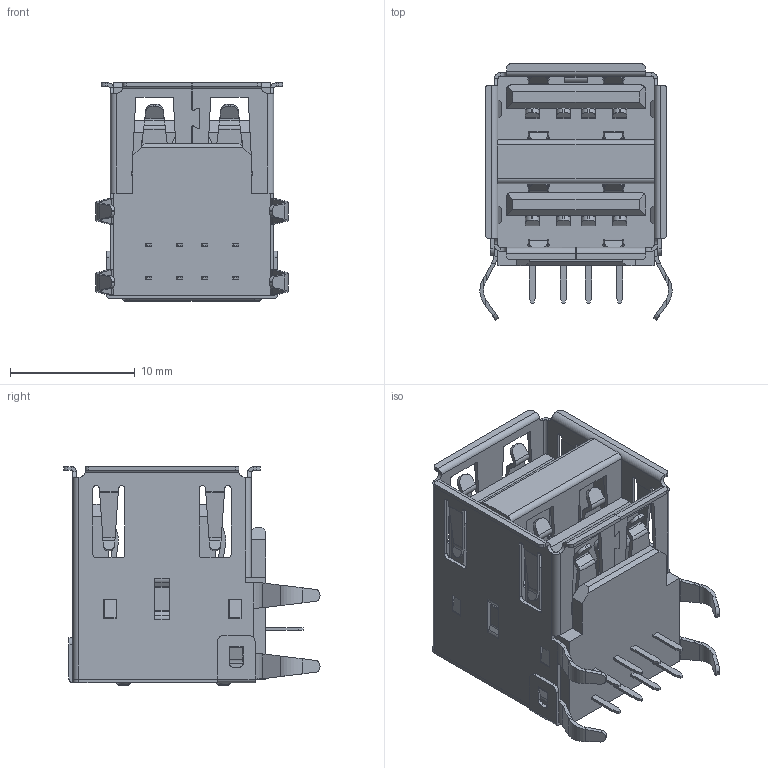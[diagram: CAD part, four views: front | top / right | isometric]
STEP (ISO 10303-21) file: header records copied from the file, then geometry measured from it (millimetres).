
FILE_DESCRIPTION (( 'STEP AP214' ), '1' );
FILE_NAME ('AU-Y1008-2.STEP', '2024-01-17T13:50:29', ( 'LENOVO' ), ( '' ), 'SwSTEP 2.0', 'SolidWorks 2021', '' );
FILE_SCHEMA (( 'AUTOMOTIVE_DESIGN' ));
Length unit declared in the file: millimetre
Products named in the file (2): AU-Y1008-2; AU-Y1008-2-BLK_AU-Y1008-2
Assembly tree (1 placements, depth 2):
  AU-Y1008-2
    AU-Y1008-2-BLK_AU-Y1008-2
Bounding box: 15.4 x 20.5 x 17.5 mm (x, y, z)
Volume: 2203.6 mm3; surface area: 4068.9 mm2
Topology: 24 solids, 24 shells, 967 faces, 2609 edges, 1694 vertices
Faces by surface type: plane 634, cylinder 321, torus 12
Entity records: 30374 total; most frequent: CARTESIAN_POINT 5970, ORIENTED_EDGE 5218, DIRECTION 4797, EDGE_CURVE 2609, LINE 1899, VECTOR 1899, VERTEX_POINT 1694, AXIS2_PLACEMENT_3D 1449
